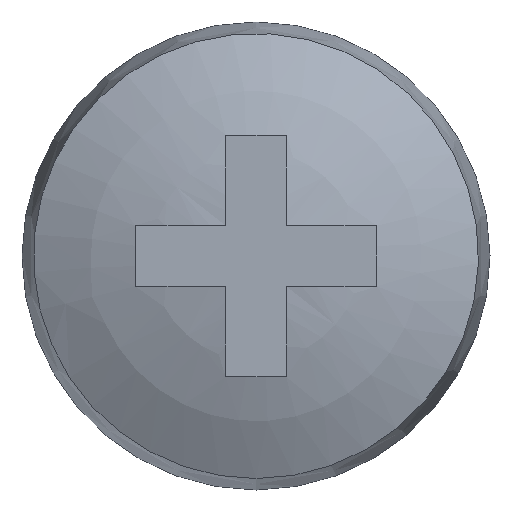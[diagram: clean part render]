
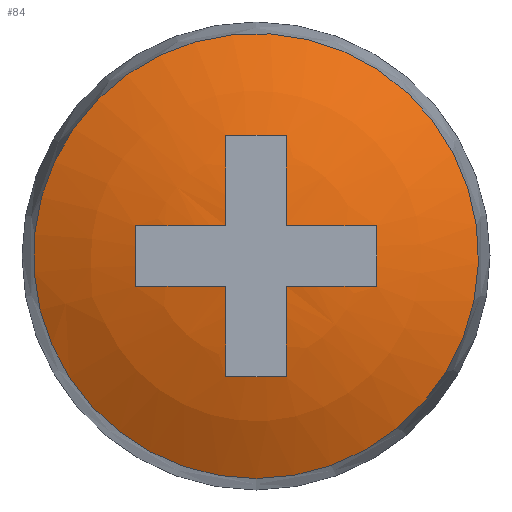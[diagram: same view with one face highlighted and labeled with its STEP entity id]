
A CAD part, left-side view. The second image highlights one B-rep face of the part: STEP entity #84.
In plain terms, the highlighted spherical face has radius 6 mm.
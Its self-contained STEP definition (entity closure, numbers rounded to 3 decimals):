
#84 = ADVANCED_FACE( '', ( #171, #172 ), #173, .T. );
#171 = FACE_OUTER_BOUND( '', #252, .T. );
#172 = FACE_OUTER_BOUND( '', #253, .T. );
#173 = SPHERICAL_SURFACE( '', #254, 6. );
#252 = EDGE_LOOP( '', ( #406, #407, #408, #409, #410, #411, #412, #413, #414, #415, #416, #417 ) );
#253 = EDGE_LOOP( '', ( #418 ) );
#254 = AXIS2_PLACEMENT_3D( '', #419, #420, #421 );
#406 = ORIENTED_EDGE( '', *, *, #500, .F. );
#407 = ORIENTED_EDGE( '', *, *, #469, .T. );
#408 = ORIENTED_EDGE( '', *, *, #452, .T. );
#409 = ORIENTED_EDGE( '', *, *, #462, .F. );
#410 = ORIENTED_EDGE( '', *, *, #458, .F. );
#411 = ORIENTED_EDGE( '', *, *, #465, .T. );
#412 = ORIENTED_EDGE( '', *, *, #489, .F. );
#413 = ORIENTED_EDGE( '', *, *, #448, .F. );
#414 = ORIENTED_EDGE( '', *, *, #487, .F. );
#415 = ORIENTED_EDGE( '', *, *, #484, .F. );
#416 = ORIENTED_EDGE( '', *, *, #501, .T. );
#417 = ORIENTED_EDGE( '', *, *, #496, .F. );
#418 = ORIENTED_EDGE( '', *, *, #444, .F. );
#419 = CARTESIAN_POINT( '', ( 3.6, 0., 0. ) );
#420 = DIRECTION( '', ( 1., 0., 0. ) );
#421 = DIRECTION( '', ( 0., 1., 0. ) );
#444 = EDGE_CURVE( '', #513, #513, #514, .T. );
#448 = EDGE_CURVE( '', #519, #521, #522, .T. );
#452 = EDGE_CURVE( '', #527, #528, #529, .T. );
#458 = EDGE_CURVE( '', #537, #539, #540, .T. );
#462 = EDGE_CURVE( '', #539, #528, #545, .T. );
#465 = EDGE_CURVE( '', #537, #548, #549, .T. );
#469 = EDGE_CURVE( '', #554, #527, #555, .T. );
#484 = EDGE_CURVE( '', #576, #578, #579, .T. );
#487 = EDGE_CURVE( '', #578, #519, #582, .T. );
#489 = EDGE_CURVE( '', #521, #548, #584, .T. );
#496 = EDGE_CURVE( '', #591, #593, #594, .T. );
#500 = EDGE_CURVE( '', #554, #591, #598, .T. );
#501 = EDGE_CURVE( '', #576, #593, #599, .T. );
#513 = VERTEX_POINT( '', #611 );
#514 = CIRCLE( '', #612, 2.853 );
#519 = VERTEX_POINT( '', #617 );
#521 = VERTEX_POINT( '', #620 );
#522 = CIRCLE( '', #621, 5.987 );
#527 = VERTEX_POINT( '', #628 );
#528 = VERTEX_POINT( '', #629 );
#529 = CIRCLE( '', #630, 5.987 );
#537 = VERTEX_POINT( '', #641 );
#539 = VERTEX_POINT( '', #644 );
#540 = CIRCLE( '', #645, 5.987 );
#545 = CIRCLE( '', #652, 5.796 );
#548 = VERTEX_POINT( '', #656 );
#549 = CIRCLE( '', #657, 5.987 );
#554 = VERTEX_POINT( '', #664 );
#555 = CIRCLE( '', #665, 5.987 );
#576 = VERTEX_POINT( '', #694 );
#578 = VERTEX_POINT( '', #697 );
#579 = CIRCLE( '', #698, 5.796 );
#582 = CIRCLE( '', #702, 5.987 );
#584 = CIRCLE( '', #704, 5.796 );
#591 = VERTEX_POINT( '', #711 );
#593 = VERTEX_POINT( '', #714 );
#594 = CIRCLE( '', #715, 5.987 );
#598 = CIRCLE( '', #720, 5.796 );
#599 = CIRCLE( '', #721, 5.987 );
#611 = CARTESIAN_POINT( '', ( -1.678, 0., -2.853 ) );
#612 = AXIS2_PLACEMENT_3D( '', #733, #734, #735 );
#617 = CARTESIAN_POINT( '', ( -2.375, -0.388, -0.388 ) );
#620 = CARTESIAN_POINT( '', ( -2.183, -1.55, -0.388 ) );
#621 = AXIS2_PLACEMENT_3D( '', #740, #741, #742 );
#628 = CARTESIAN_POINT( '', ( -2.375, 0.388, 0.388 ) );
#629 = CARTESIAN_POINT( '', ( -2.183, 0.388, 1.55 ) );
#630 = AXIS2_PLACEMENT_3D( '', #745, #746, #747 );
#641 = CARTESIAN_POINT( '', ( -2.375, -0.388, 0.388 ) );
#644 = CARTESIAN_POINT( '', ( -2.183, -0.388, 1.55 ) );
#645 = AXIS2_PLACEMENT_3D( '', #752, #753, #754 );
#652 = AXIS2_PLACEMENT_3D( '', #757, #758, #759 );
#656 = CARTESIAN_POINT( '', ( -2.183, -1.55, 0.388 ) );
#657 = AXIS2_PLACEMENT_3D( '', #761, #762, #763 );
#664 = CARTESIAN_POINT( '', ( -2.183, 1.55, 0.388 ) );
#665 = AXIS2_PLACEMENT_3D( '', #766, #767, #768 );
#694 = CARTESIAN_POINT( '', ( -2.183, 0.388, -1.55 ) );
#697 = CARTESIAN_POINT( '', ( -2.183, -0.388, -1.55 ) );
#698 = AXIS2_PLACEMENT_3D( '', #784, #785, #786 );
#702 = AXIS2_PLACEMENT_3D( '', #788, #789, #790 );
#704 = AXIS2_PLACEMENT_3D( '', #791, #792, #793 );
#711 = CARTESIAN_POINT( '', ( -2.183, 1.55, -0.388 ) );
#714 = CARTESIAN_POINT( '', ( -2.375, 0.388, -0.388 ) );
#715 = AXIS2_PLACEMENT_3D( '', #798, #799, #800 );
#720 = AXIS2_PLACEMENT_3D( '', #802, #803, #804 );
#721 = AXIS2_PLACEMENT_3D( '', #805, #806, #807 );
#733 = CARTESIAN_POINT( '', ( -1.678, 0., 0. ) );
#734 = DIRECTION( '', ( 1., 0., 0. ) );
#735 = DIRECTION( '', ( 0., 0., -1. ) );
#740 = CARTESIAN_POINT( '', ( 3.6, 0., -0.388 ) );
#741 = DIRECTION( '', ( 0., 0., 1. ) );
#742 = DIRECTION( '', ( 1., 0., 0. ) );
#745 = CARTESIAN_POINT( '', ( 3.6, 0.388, 0. ) );
#746 = DIRECTION( '', ( 0., 1., 0. ) );
#747 = DIRECTION( '', ( 0., 0., 1. ) );
#752 = CARTESIAN_POINT( '', ( 3.6, -0.388, 0. ) );
#753 = DIRECTION( '', ( 0., 1., 0. ) );
#754 = DIRECTION( '', ( 0., 0., 1. ) );
#757 = CARTESIAN_POINT( '', ( 3.6, 0., 1.55 ) );
#758 = DIRECTION( '', ( 0., 0., -1. ) );
#759 = DIRECTION( '', ( -1., 0., 0. ) );
#761 = CARTESIAN_POINT( '', ( 3.6, 0., 0.388 ) );
#762 = DIRECTION( '', ( 0., 0., 1. ) );
#763 = DIRECTION( '', ( 1., 0., 0. ) );
#766 = CARTESIAN_POINT( '', ( 3.6, 0., 0.388 ) );
#767 = DIRECTION( '', ( 0., 0., 1. ) );
#768 = DIRECTION( '', ( 1., 0., 0. ) );
#784 = CARTESIAN_POINT( '', ( 3.6, 0., -1.55 ) );
#785 = DIRECTION( '', ( 0., 0., 1. ) );
#786 = DIRECTION( '', ( 1., 0., 0. ) );
#788 = CARTESIAN_POINT( '', ( 3.6, -0.388, 0. ) );
#789 = DIRECTION( '', ( 0., 1., 0. ) );
#790 = DIRECTION( '', ( 0., 0., 1. ) );
#791 = CARTESIAN_POINT( '', ( 3.6, -1.55, 0. ) );
#792 = DIRECTION( '', ( 0., 1., 0. ) );
#793 = DIRECTION( '', ( 0., 0., 1. ) );
#798 = CARTESIAN_POINT( '', ( 3.6, 0., -0.388 ) );
#799 = DIRECTION( '', ( 0., 0., 1. ) );
#800 = DIRECTION( '', ( 1., 0., 0. ) );
#802 = CARTESIAN_POINT( '', ( 3.6, 1.55, 0. ) );
#803 = DIRECTION( '', ( 0., -1., 0. ) );
#804 = DIRECTION( '', ( 0., 0., -1. ) );
#805 = CARTESIAN_POINT( '', ( 3.6, 0.388, 0. ) );
#806 = DIRECTION( '', ( 0., 1., 0. ) );
#807 = DIRECTION( '', ( 0., 0., 1. ) );
